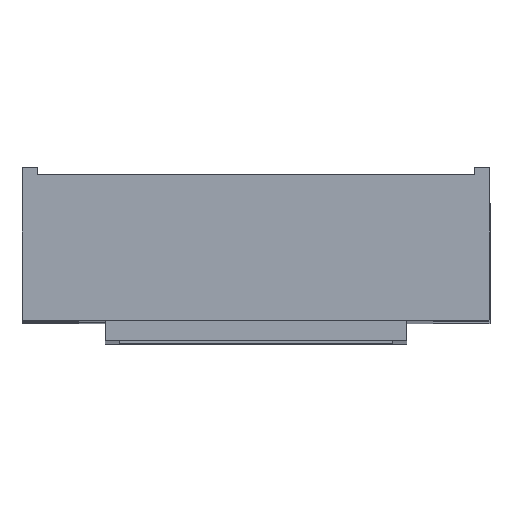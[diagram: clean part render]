
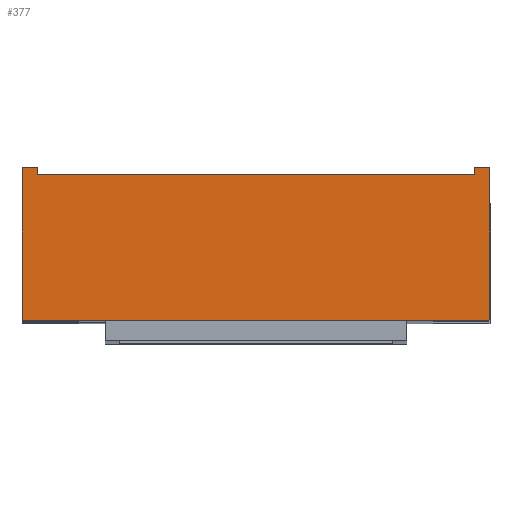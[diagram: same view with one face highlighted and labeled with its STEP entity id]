
A CAD part, top view. The second image highlights one B-rep face of the part: STEP entity #377.
In plain terms, the highlighted planar face has unit normal (0, 0, 1).
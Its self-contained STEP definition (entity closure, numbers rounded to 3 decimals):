
#69=LINE('',#1492,#209);
#72=LINE('',#1498,#212);
#75=LINE('',#1504,#215);
#100=LINE('',#1555,#240);
#127=LINE('',#1611,#267);
#142=LINE('',#1639,#282);
#146=LINE('',#1647,#286);
#149=LINE('',#1653,#289);
#152=LINE('',#1658,#292);
#153=LINE('',#1660,#293);
#209=VECTOR('',#1223,1.);
#212=VECTOR('',#1228,1.);
#215=VECTOR('',#1233,1.);
#240=VECTOR('',#1276,1.);
#267=VECTOR('',#1321,1.);
#282=VECTOR('',#1342,1.);
#286=VECTOR('',#1350,1.);
#289=VECTOR('',#1355,1.);
#292=VECTOR('',#1362,1.);
#293=VECTOR('',#1365,1.);
#377=ADVANCED_FACE('',(#487),#432,.T.);
#432=PLANE('',#1144);
#487=FACE_OUTER_BOUND('',#545,.T.);
#545=EDGE_LOOP('',(#758,#759,#760,#761,#762,#763,#764,#765,#766,#767));
#758=ORIENTED_EDGE('',*,*,#1062,.T.);
#759=ORIENTED_EDGE('',*,*,#979,.F.);
#760=ORIENTED_EDGE('',*,*,#982,.T.);
#761=ORIENTED_EDGE('',*,*,#985,.T.);
#762=ORIENTED_EDGE('',*,*,#1010,.F.);
#763=ORIENTED_EDGE('',*,*,#1063,.F.);
#764=ORIENTED_EDGE('',*,*,#1037,.T.);
#765=ORIENTED_EDGE('',*,*,#1052,.F.);
#766=ORIENTED_EDGE('',*,*,#1056,.F.);
#767=ORIENTED_EDGE('',*,*,#1059,.T.);
#872=VERTEX_POINT('',#1486);
#875=VERTEX_POINT('',#1491);
#877=VERTEX_POINT('',#1497);
#879=VERTEX_POINT('',#1503);
#896=VERTEX_POINT('',#1554);
#917=VERTEX_POINT('',#1612);
#918=VERTEX_POINT('',#1613);
#926=VERTEX_POINT('',#1638);
#928=VERTEX_POINT('',#1646);
#930=VERTEX_POINT('',#1652);
#979=EDGE_CURVE('',#875,#872,#69,.T.);
#982=EDGE_CURVE('',#875,#877,#72,.T.);
#985=EDGE_CURVE('',#877,#879,#75,.T.);
#1010=EDGE_CURVE('',#896,#879,#100,.T.);
#1037=EDGE_CURVE('',#917,#918,#127,.T.);
#1052=EDGE_CURVE('',#926,#918,#142,.T.);
#1056=EDGE_CURVE('',#928,#926,#146,.T.);
#1059=EDGE_CURVE('',#928,#930,#149,.T.);
#1062=EDGE_CURVE('',#930,#872,#152,.T.);
#1063=EDGE_CURVE('',#917,#896,#153,.T.);
#1144=AXIS2_PLACEMENT_3D('',#1661,#1366,#1367);
#1223=DIRECTION('',(1.,0.,0.));
#1228=DIRECTION('',(0.,1.,0.));
#1233=DIRECTION('',(-1.,0.,0.));
#1276=DIRECTION('',(0.,1.,0.));
#1321=DIRECTION('',(1.,0.,0.));
#1342=DIRECTION('',(-1.,0.,0.));
#1350=DIRECTION('',(0.,-1.,0.));
#1355=DIRECTION('',(-1.,0.,0.));
#1362=DIRECTION('',(0.,-1.,0.));
#1365=DIRECTION('',(-1.,0.,0.));
#1366=DIRECTION('',(0.,0.,1.));
#1367=DIRECTION('',(1.,0.,0.));
#1486=CARTESIAN_POINT('',(19.3,6.2,81.82));
#1491=CARTESIAN_POINT('',(0.65,6.2,81.82));
#1492=CARTESIAN_POINT('',(0.65,6.2,81.82));
#1497=CARTESIAN_POINT('',(0.65,6.5,81.82));
#1498=CARTESIAN_POINT('',(0.65,6.2,81.82));
#1503=CARTESIAN_POINT('',(0.,6.5,81.82));
#1504=CARTESIAN_POINT('',(0.65,6.5,81.82));
#1554=CARTESIAN_POINT('',(0.,0.,81.82));
#1555=CARTESIAN_POINT('',(0.,0.,81.82));
#1611=CARTESIAN_POINT('',(3.55,0.,81.82));
#1612=CARTESIAN_POINT('',(3.55,0.,81.82));
#1613=CARTESIAN_POINT('',(16.4,0.,81.82));
#1638=CARTESIAN_POINT('',(19.95,0.,81.82));
#1639=CARTESIAN_POINT('',(19.95,0.,81.82));
#1646=CARTESIAN_POINT('',(19.95,6.5,81.82));
#1647=CARTESIAN_POINT('',(19.95,6.5,81.82));
#1652=CARTESIAN_POINT('',(19.3,6.5,81.82));
#1653=CARTESIAN_POINT('',(19.95,6.5,81.82));
#1658=CARTESIAN_POINT('',(19.3,6.5,81.82));
#1660=CARTESIAN_POINT('',(3.55,0.,81.82));
#1661=CARTESIAN_POINT('',(-1.098,-0.41,81.82));
